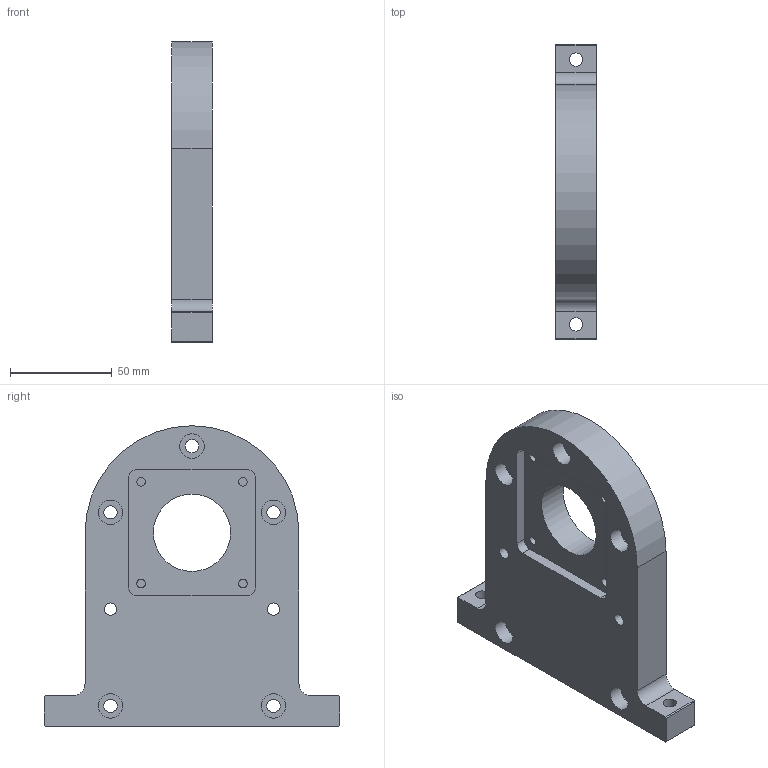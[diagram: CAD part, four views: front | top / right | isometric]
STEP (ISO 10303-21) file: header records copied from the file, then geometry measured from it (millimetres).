
FILE_DESCRIPTION(/* description */ (''),/* implementation_level */ '2;1');
FILE_NAME(/* name */ 'Motorplatte.step',/* time_stamp */ '2022-11-02T16:00:22+01:00',/* author */ (''),/* organization */ (''),/* preprocessor_version */ 'ST-DEVELOPER v19.2',/* originating_system */ 'Autodesk Translation Framework v11.17.0.187',/* authorisation */ '');
FILE_SCHEMA (('AUTOMOTIVE_DESIGN { 1 0 10303 214 3 1 1 }'));
Length unit declared in the file: millimetre
Products named in the file (1): Motorplatte
Bounding box: 20 x 145 x 147.5 mm (x, y, z)
Volume: 253308.5 mm3; surface area: 45313.5 mm2
Topology: 1 solids, 1 shells, 53 faces, 123 edges, 82 vertices
Faces by surface type: plane 27, cylinder 26
Full cylindrical faces by diameter (mm): 4.234 x4, 6 x2, 6.5 x7, 12 x5, 38 x1
Entity records: 1602 total; most frequent: DIRECTION 283, CARTESIAN_POINT 259, ORIENTED_EDGE 246, EDGE_CURVE 123, AXIS2_PLACEMENT_3D 106, EDGE_LOOP 83, VERTEX_POINT 82, LINE 71
